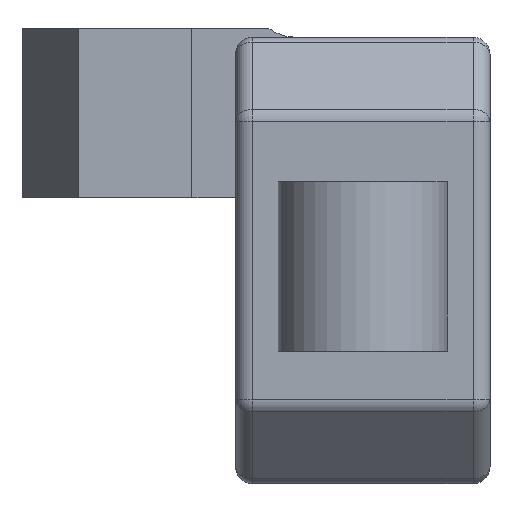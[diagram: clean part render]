
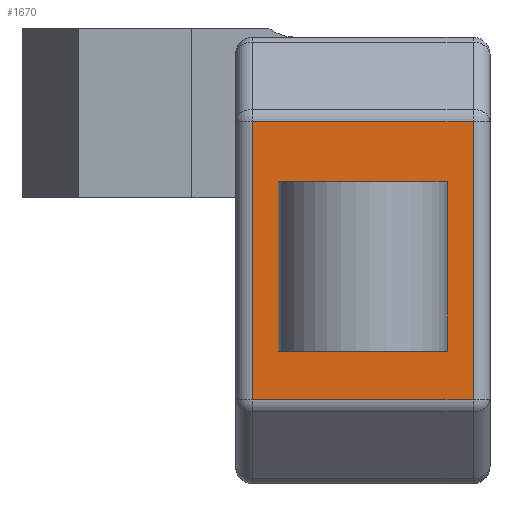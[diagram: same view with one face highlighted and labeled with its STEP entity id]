
A CAD part, left-side view. The second image highlights one B-rep face of the part: STEP entity #1670.
In plain terms, the highlighted planar face has unit normal (-1, 0, 0).
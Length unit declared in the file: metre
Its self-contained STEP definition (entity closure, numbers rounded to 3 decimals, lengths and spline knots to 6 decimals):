
#51=PLANE('',#1803);
#213=ORIENTED_EDGE('',*,*,#701,.F.);
#214=ORIENTED_EDGE('',*,*,#702,.T.);
#215=ORIENTED_EDGE('',*,*,#703,.T.);
#216=ORIENTED_EDGE('',*,*,#704,.F.);
#217=ORIENTED_EDGE('',*,*,#705,.T.);
#218=ORIENTED_EDGE('',*,*,#706,.T.);
#219=ORIENTED_EDGE('',*,*,#707,.T.);
#220=ORIENTED_EDGE('',*,*,#708,.T.);
#701=EDGE_CURVE('',#942,#943,#1083,.T.);
#702=EDGE_CURVE('',#942,#944,#1084,.T.);
#703=EDGE_CURVE('',#944,#945,#1085,.T.);
#704=EDGE_CURVE('',#943,#945,#1086,.T.);
#705=EDGE_CURVE('',#946,#947,#1087,.T.);
#706=EDGE_CURVE('',#947,#948,#1088,.T.);
#707=EDGE_CURVE('',#948,#949,#1089,.F.);
#708=EDGE_CURVE('',#949,#946,#1090,.F.);
#942=VERTEX_POINT('',#2611);
#943=VERTEX_POINT('',#2612);
#944=VERTEX_POINT('',#2614);
#945=VERTEX_POINT('',#2616);
#946=VERTEX_POINT('',#2619);
#947=VERTEX_POINT('',#2620);
#948=VERTEX_POINT('',#2622);
#949=VERTEX_POINT('',#2624);
#1083=LINE('',#2610,#1230);
#1084=LINE('',#2613,#1231);
#1085=LINE('',#2615,#1232);
#1086=LINE('',#2617,#1233);
#1087=LINE('',#2618,#1234);
#1088=LINE('',#2621,#1235);
#1089=LINE('',#2623,#1236);
#1090=LINE('',#2625,#1237);
#1230=VECTOR('',#2053,1.);
#1231=VECTOR('',#2054,1.);
#1232=VECTOR('',#2055,1.);
#1233=VECTOR('',#2056,1.);
#1234=VECTOR('',#2057,1.);
#1235=VECTOR('',#2058,1.);
#1236=VECTOR('',#2059,1.);
#1237=VECTOR('',#2060,1.);
#1364=EDGE_LOOP('',(#213,#214,#215,#216));
#1365=EDGE_LOOP('',(#217,#218,#219,#220));
#1493=FACE_BOUND('',#1364,.T.);
#1494=FACE_BOUND('',#1365,.T.);
#1670=ADVANCED_FACE('',(#1493,#1494),#51,.T.);
#1803=AXIS2_PLACEMENT_3D('',#2609,#2051,#2052);
#2051=DIRECTION('',(-1.,0.,0.));
#2052=DIRECTION('',(0.,-1.,0.));
#2053=DIRECTION('',(0.,0.,-1.));
#2054=DIRECTION('',(0.,-1.,0.));
#2055=DIRECTION('',(0.,0.,-1.));
#2056=DIRECTION('',(0.,-1.,0.));
#2057=DIRECTION('',(0.,0.,1.));
#2058=DIRECTION('',(0.,1.,0.));
#2059=DIRECTION('',(0.,0.,1.));
#2060=DIRECTION('',(0.,1.,0.));
#2609=CARTESIAN_POINT('',(-0.03345,0.01125,0.013575));
#2610=CARTESIAN_POINT('',(-0.03345,0.03792,0.0254));
#2611=CARTESIAN_POINT('',(-0.03345,0.03792,0.0254));
#2612=CARTESIAN_POINT('',(-0.03345,0.03792,0.));
#2613=CARTESIAN_POINT('',(-0.03345,0.0303,0.0254));
#2614=CARTESIAN_POINT('',(-0.03345,0.02268,0.0254));
#2615=CARTESIAN_POINT('',(-0.03345,0.02268,0.0254));
#2616=CARTESIAN_POINT('',(-0.03345,0.02268,0.));
#2617=CARTESIAN_POINT('',(-0.03345,0.0303,0.));
#2618=CARTESIAN_POINT('',(-0.03345,0.01379,0.035479));
#2619=CARTESIAN_POINT('',(-0.03345,0.01379,-0.007277));
#2620=CARTESIAN_POINT('',(-0.03345,0.01379,0.034427));
#2621=CARTESIAN_POINT('',(-0.03345,0.04935,0.034427));
#2622=CARTESIAN_POINT('',(-0.03345,0.04681,0.034427));
#2623=CARTESIAN_POINT('',(-0.03345,0.04681,0.013575));
#2624=CARTESIAN_POINT('',(-0.03345,0.04681,-0.007277));
#2625=CARTESIAN_POINT('',(-0.03345,0.01125,-0.007277));
